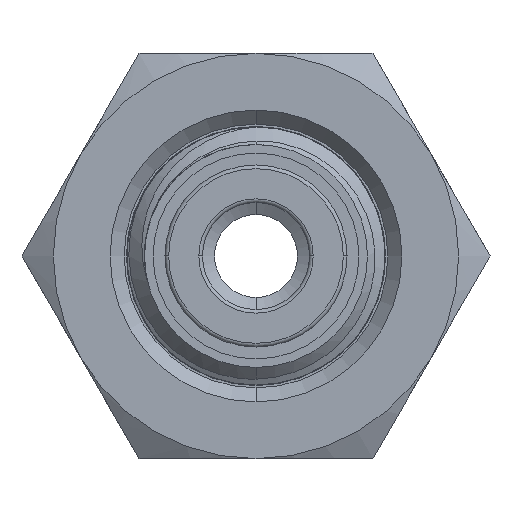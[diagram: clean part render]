
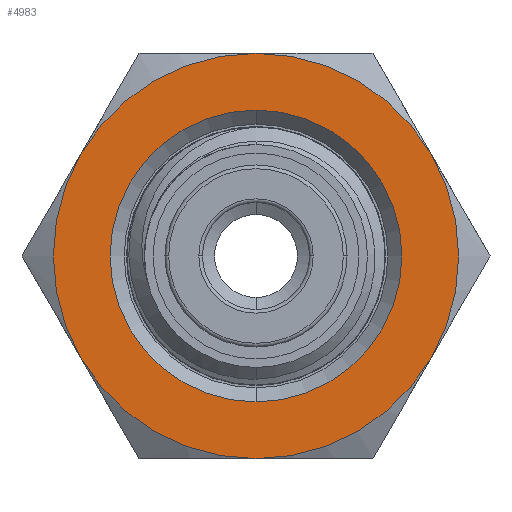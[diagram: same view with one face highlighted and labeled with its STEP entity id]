
A CAD part, left-side view. The second image highlights one B-rep face of the part: STEP entity #4983.
In plain terms, the highlighted planar face has unit normal (-1, 0, 0).
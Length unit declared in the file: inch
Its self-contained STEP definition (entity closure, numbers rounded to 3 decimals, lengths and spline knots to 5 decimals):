
#564 = AXIS2_PLACEMENT_3D ( 'NONE', #10726, #5070, #5223 ) ;
#736 = DIRECTION ( 'NONE',  ( 1., 0., 0. ) ) ;
#912 = CARTESIAN_POINT ( 'NONE',  ( -1.1325, 0., 0. ) ) ;
#1004 = DIRECTION ( 'NONE',  ( 1., 0., 0. ) ) ;
#1496 = AXIS2_PLACEMENT_3D ( 'NONE', #4680, #4603, #10085 ) ;
#1731 = DIRECTION ( 'NONE',  ( 0., 0., -1. ) ) ;
#1803 = DIRECTION ( 'NONE',  ( 1., 0., 0. ) ) ;
#2187 = CIRCLE ( 'NONE', #10275, 0.4375 ) ;
#2217 = ORIENTED_EDGE ( 'NONE', *, *, #4327, .F. ) ;
#2361 = AXIS2_PLACEMENT_3D ( 'NONE', #912, #4639, #3712 ) ;
#2423 = EDGE_CURVE ( 'NONE', #7631, #4162, #8506, .T. ) ;
#2453 = AXIS2_PLACEMENT_3D ( 'NONE', #6298, #1803, #4549 ) ;
#2464 = CARTESIAN_POINT ( 'NONE',  ( -1.1325, 0., 0.4375 ) ) ;
#2548 = EDGE_CURVE ( 'NONE', #10724, #7631, #9667, .T. ) ;
#2568 = EDGE_LOOP ( 'NONE', ( #9440, #6239 ) ) ;
#2593 = DIRECTION ( 'NONE',  ( 1., 0., 0. ) ) ;
#3083 = CARTESIAN_POINT ( 'NONE',  ( -1.1325, -0.37889, 0.21875 ) ) ;
#3277 = VERTEX_POINT ( 'NONE', #7770 ) ;
#3564 = VERTEX_POINT ( 'NONE', #10768 ) ;
#3625 = CARTESIAN_POINT ( 'NONE',  ( -1.1325, 0., 0. ) ) ;
#3662 = AXIS2_PLACEMENT_3D ( 'NONE', #4947, #6658, #6771 ) ;
#3712 = DIRECTION ( 'NONE',  ( 0., 0., -1. ) ) ;
#3785 = CARTESIAN_POINT ( 'NONE',  ( -1.1325, -0.37889, -0.21875 ) ) ;
#4162 = VERTEX_POINT ( 'NONE', #2464 ) ;
#4327 = EDGE_CURVE ( 'NONE', #4162, #10598, #2187, .T. ) ;
#4509 = AXIS2_PLACEMENT_3D ( 'NONE', #9869, #736, #6207 ) ;
#4549 = DIRECTION ( 'NONE',  ( 0., 0., -1. ) ) ;
#4554 = VERTEX_POINT ( 'NONE', #3785 ) ;
#4585 = ORIENTED_EDGE ( 'NONE', *, *, #2548, .F. ) ;
#4603 = DIRECTION ( 'NONE',  ( 1., 0., 0. ) ) ;
#4639 = DIRECTION ( 'NONE',  ( 1., 0., 0. ) ) ;
#4680 = CARTESIAN_POINT ( 'NONE',  ( -1.1325, 0., 0. ) ) ;
#4689 = CARTESIAN_POINT ( 'NONE',  ( -1.1325, 0., 0. ) ) ;
#4796 = EDGE_CURVE ( 'NONE', #4554, #10580, #10809, .T. ) ;
#4911 = CIRCLE ( 'NONE', #2361, 0.315 ) ;
#4947 = CARTESIAN_POINT ( 'NONE',  ( -1.1325, 0., 0. ) ) ;
#4983 = ADVANCED_FACE ( 'NONE', ( #11396, #6908 ), #10688, .T. ) ;
#5064 = CIRCLE ( 'NONE', #4509, 0.4375 ) ;
#5070 = DIRECTION ( 'NONE',  ( -1., 0., 0. ) ) ;
#5184 = CIRCLE ( 'NONE', #5373, 0.4375 ) ;
#5191 = EDGE_CURVE ( 'NONE', #10580, #10724, #5064, .T. ) ;
#5223 = DIRECTION ( 'NONE',  ( 0., 0., 1. ) ) ;
#5373 = AXIS2_PLACEMENT_3D ( 'NONE', #4689, #1004, #5710 ) ;
#5710 = DIRECTION ( 'NONE',  ( 0., 0., -1. ) ) ;
#6207 = DIRECTION ( 'NONE',  ( 0., 0., -1. ) ) ;
#6239 = ORIENTED_EDGE ( 'NONE', *, *, #9784, .T. ) ;
#6272 = DIRECTION ( 'NONE',  ( 0., 0., -1. ) ) ;
#6298 = CARTESIAN_POINT ( 'NONE',  ( -1.1325, 0., 0. ) ) ;
#6658 = DIRECTION ( 'NONE',  ( 1., 0., 0. ) ) ;
#6771 = DIRECTION ( 'NONE',  ( 0., 0., -1. ) ) ;
#6908 = FACE_OUTER_BOUND ( 'NONE', #10814, .T. ) ;
#6942 = EDGE_CURVE ( 'NONE', #3564, #3277, #4911, .T. ) ;
#7631 = VERTEX_POINT ( 'NONE', #7885 ) ;
#7664 = ORIENTED_EDGE ( 'NONE', *, *, #9465, .F. ) ;
#7770 = CARTESIAN_POINT ( 'NONE',  ( -1.1325, 0., -0.315 ) ) ;
#7885 = CARTESIAN_POINT ( 'NONE',  ( -1.1325, 0.37889, 0.21875 ) ) ;
#8134 = ORIENTED_EDGE ( 'NONE', *, *, #5191, .F. ) ;
#8456 = CIRCLE ( 'NONE', #2453, 0.315 ) ;
#8506 = CIRCLE ( 'NONE', #9888, 0.4375 ) ;
#8859 = CARTESIAN_POINT ( 'NONE',  ( -1.1325, 0.37889, -0.21875 ) ) ;
#8942 = ORIENTED_EDGE ( 'NONE', *, *, #4796, .F. ) ;
#9305 = CARTESIAN_POINT ( 'NONE',  ( -1.1325, 0., -0.4375 ) ) ;
#9440 = ORIENTED_EDGE ( 'NONE', *, *, #6942, .T. ) ;
#9465 = EDGE_CURVE ( 'NONE', #10598, #4554, #5184, .T. ) ;
#9667 = CIRCLE ( 'NONE', #1496, 0.4375 ) ;
#9784 = EDGE_CURVE ( 'NONE', #3277, #3564, #8456, .T. ) ;
#9869 = CARTESIAN_POINT ( 'NONE',  ( -1.1325, 0., 0. ) ) ;
#9888 = AXIS2_PLACEMENT_3D ( 'NONE', #11891, #2593, #6272 ) ;
#10085 = DIRECTION ( 'NONE',  ( 0., 0., -1. ) ) ;
#10275 = AXIS2_PLACEMENT_3D ( 'NONE', #3625, #11884, #1731 ) ;
#10580 = VERTEX_POINT ( 'NONE', #9305 ) ;
#10598 = VERTEX_POINT ( 'NONE', #3083 ) ;
#10688 = PLANE ( 'NONE',  #564 ) ;
#10724 = VERTEX_POINT ( 'NONE', #8859 ) ;
#10726 = CARTESIAN_POINT ( 'NONE',  ( -1.1325, 0.4375, 0. ) ) ;
#10768 = CARTESIAN_POINT ( 'NONE',  ( -1.1325, 0., 0.315 ) ) ;
#10809 = CIRCLE ( 'NONE', #3662, 0.4375 ) ;
#10814 = EDGE_LOOP ( 'NONE', ( #8134, #8942, #7664, #2217, #11778, #4585 ) ) ;
#11396 = FACE_BOUND ( 'NONE', #2568, .T. ) ;
#11778 = ORIENTED_EDGE ( 'NONE', *, *, #2423, .F. ) ;
#11884 = DIRECTION ( 'NONE',  ( 1., 0., 0. ) ) ;
#11891 = CARTESIAN_POINT ( 'NONE',  ( -1.1325, 0., 0. ) ) ;
